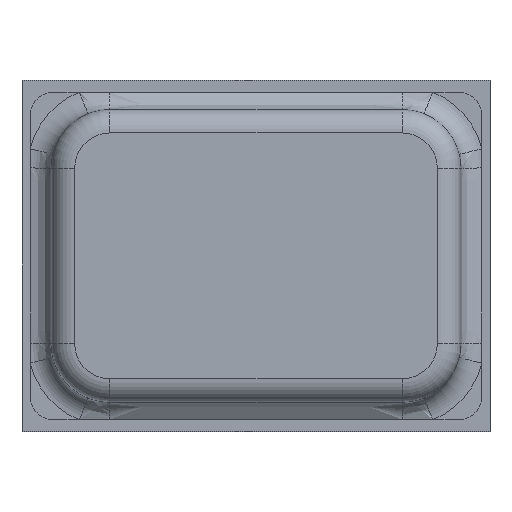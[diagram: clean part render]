
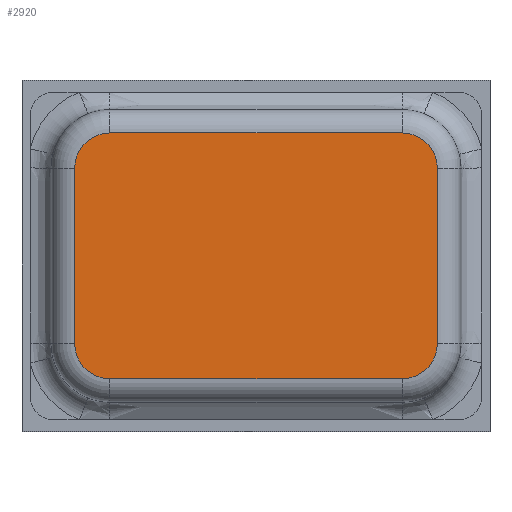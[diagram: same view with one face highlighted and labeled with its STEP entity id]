
A CAD part, top view. The second image highlights one B-rep face of the part: STEP entity #2920.
In plain terms, the highlighted planar face has unit normal (0, 0, 1).
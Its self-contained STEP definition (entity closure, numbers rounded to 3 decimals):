
#2712 = VERTEX_POINT('',#2713);
#2713 = CARTESIAN_POINT('',(-1.25,-1.05,0.986));
#2722 = VERTEX_POINT('',#2723);
#2723 = CARTESIAN_POINT('',(-1.55,-0.75,0.986));
#2730 = EDGE_CURVE('',#2712,#2722,#2731,.T.);
#2731 = CIRCLE('',#2732,0.3);
#2732 = AXIS2_PLACEMENT_3D('',#2733,#2734,#2735);
#2733 = CARTESIAN_POINT('',(-1.25,-0.75,0.986));
#2734 = DIRECTION('',(0.,0.,-1.));
#2735 = DIRECTION('',(0.,-1.,-0.));
#2746 = EDGE_CURVE('',#2722,#2747,#2749,.T.);
#2747 = VERTEX_POINT('',#2748);
#2748 = CARTESIAN_POINT('',(-1.55,0.75,0.986));
#2749 = LINE('',#2750,#2751);
#2750 = CARTESIAN_POINT('',(-1.55,-0.75,0.986));
#2751 = VECTOR('',#2752,1.);
#2752 = DIRECTION('',(0.,1.,0.));
#2773 = VERTEX_POINT('',#2774);
#2774 = CARTESIAN_POINT('',(-1.25,1.05,0.986));
#2781 = EDGE_CURVE('',#2747,#2773,#2782,.T.);
#2782 = CIRCLE('',#2783,0.3);
#2783 = AXIS2_PLACEMENT_3D('',#2784,#2785,#2786);
#2784 = CARTESIAN_POINT('',(-1.25,0.75,0.986));
#2785 = DIRECTION('',(0.,0.,-1.));
#2786 = DIRECTION('',(-1.,0.,0.));
#2797 = VERTEX_POINT('',#2798);
#2798 = CARTESIAN_POINT('',(1.55,-0.75,0.986));
#2807 = VERTEX_POINT('',#2808);
#2808 = CARTESIAN_POINT('',(1.25,-1.05,0.986));
#2815 = EDGE_CURVE('',#2797,#2807,#2816,.T.);
#2816 = CIRCLE('',#2817,0.3);
#2817 = AXIS2_PLACEMENT_3D('',#2818,#2819,#2820);
#2818 = CARTESIAN_POINT('',(1.25,-0.75,0.986));
#2819 = DIRECTION('',(0.,0.,-1.));
#2820 = DIRECTION('',(1.,0.,0.));
#2831 = EDGE_CURVE('',#2807,#2712,#2832,.T.);
#2832 = LINE('',#2833,#2834);
#2833 = CARTESIAN_POINT('',(1.25,-1.05,0.986));
#2834 = VECTOR('',#2835,1.);
#2835 = DIRECTION('',(-1.,0.,0.));
#2848 = VERTEX_POINT('',#2849);
#2849 = CARTESIAN_POINT('',(1.25,1.05,0.986));
#2858 = VERTEX_POINT('',#2859);
#2859 = CARTESIAN_POINT('',(1.55,0.75,0.986));
#2866 = EDGE_CURVE('',#2848,#2858,#2867,.T.);
#2867 = CIRCLE('',#2868,0.3);
#2868 = AXIS2_PLACEMENT_3D('',#2869,#2870,#2871);
#2869 = CARTESIAN_POINT('',(1.25,0.75,0.986));
#2870 = DIRECTION('',(0.,0.,-1.));
#2871 = DIRECTION('',(0.,1.,0.));
#2882 = EDGE_CURVE('',#2858,#2797,#2883,.T.);
#2883 = LINE('',#2884,#2885);
#2884 = CARTESIAN_POINT('',(1.55,0.75,0.986));
#2885 = VECTOR('',#2886,1.);
#2886 = DIRECTION('',(0.,-1.,0.));
#2899 = EDGE_CURVE('',#2773,#2848,#2900,.T.);
#2900 = LINE('',#2901,#2902);
#2901 = CARTESIAN_POINT('',(-1.25,1.05,0.986));
#2902 = VECTOR('',#2903,1.);
#2903 = DIRECTION('',(1.,0.,0.));
#2920 = ADVANCED_FACE('',(#2921),#2931,.F.);
#2921 = FACE_BOUND('',#2922,.F.);
#2922 = EDGE_LOOP('',(#2923,#2924,#2925,#2926,#2927,#2928,#2929,#2930));
#2923 = ORIENTED_EDGE('',*,*,#2882,.T.);
#2924 = ORIENTED_EDGE('',*,*,#2815,.T.);
#2925 = ORIENTED_EDGE('',*,*,#2831,.T.);
#2926 = ORIENTED_EDGE('',*,*,#2730,.T.);
#2927 = ORIENTED_EDGE('',*,*,#2746,.T.);
#2928 = ORIENTED_EDGE('',*,*,#2781,.T.);
#2929 = ORIENTED_EDGE('',*,*,#2899,.T.);
#2930 = ORIENTED_EDGE('',*,*,#2866,.T.);
#2931 = PLANE('',#2932);
#2932 = AXIS2_PLACEMENT_3D('',#2933,#2934,#2935);
#2933 = CARTESIAN_POINT('',(1.75,0.75,0.986));
#2934 = DIRECTION('',(0.,0.,-1.));
#2935 = DIRECTION('',(-1.,0.,0.));
